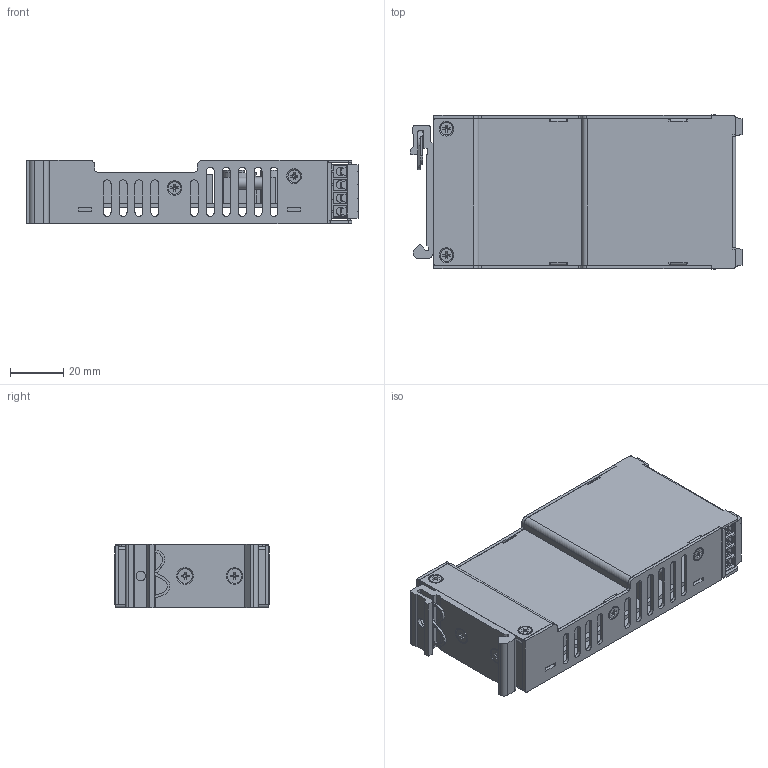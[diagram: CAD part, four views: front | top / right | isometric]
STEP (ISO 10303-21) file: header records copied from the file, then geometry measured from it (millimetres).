
FILE_DESCRIPTION (( 'STEP AP214' ), '1' );
FILE_NAME ('DFEC60.STEP', '2011-08-31T07:28:47', ( 'WinXP' ), ( 'MyPC' ), 'SwSTEP 2.0', 'SolidWorks 2011', '' );
FILE_SCHEMA (( 'AUTOMOTIVE_DESIGN' ));
Length unit declared in the file: millimetre
Products named in the file (9): 零件4; 零件1; 395430604-082911; 零件5; DFEC60; cross recessed countersunk head screw_jis_JIS 1111 Cross recessed countersunk head screw - M2.5 x 3 - Z --3N; 零件2; cross recessed countersunk head screw_jis_JIS 1111 Cross recessed countersunk head screw - M3 x 6 - Z --6N; 零件6
Assembly tree (15 placements, depth 2):
  DFEC60
    cross recessed countersunk head screw_jis_JIS 1111 Cross recessed countersunk head screw - M3 x 6 - Z --6N  x2
    395430604-082911  x2
    零件1
    零件4
    cross recessed countersunk head screw_jis_JIS 1111 Cross recessed countersunk head screw - M2.5 x 3 - Z --3N  x6
    零件5
    零件6
    零件2
Bounding box: 124.91 x 58.15 x 24 mm (x, y, z)
Volume: 71726.8 mm3; surface area: 67583.4 mm2
Topology: 19 solids, 19 shells, 1481 faces, 3836 edges, 2438 vertices
Faces by surface type: plane 907, cylinder 324, cone 138, torus 80, bspline 32
Entity records: 29335 total; most frequent: CARTESIAN_POINT 5633, DIRECTION 4831, ORIENTED_EDGE 4782, EDGE_CURVE 2391, VECTOR 1611, LINE 1611, AXIS2_PLACEMENT_3D 1610, VERTEX_POINT 1548
